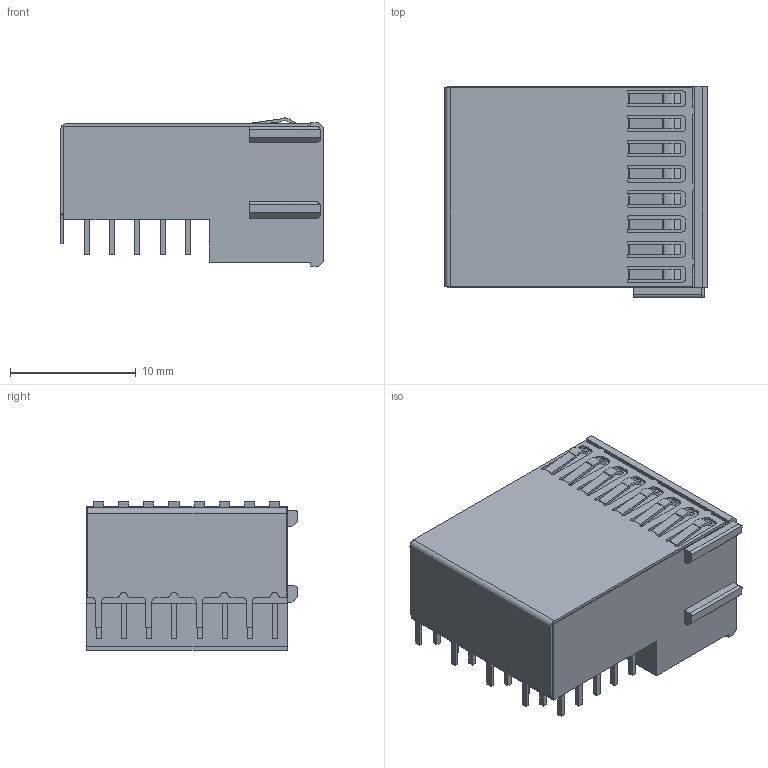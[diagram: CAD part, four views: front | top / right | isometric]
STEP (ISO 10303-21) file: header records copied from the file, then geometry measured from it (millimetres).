
FILE_DESCRIPTION((''),'2;1');
FILE_NAME('ERNI_214443.stp','2012-04-18T10:13:23',(''),(''),'Mechanical Desktop 2011','Mechanical Desktop 2011',', , ');
FILE_SCHEMA(('AUTOMOTIVE_DESIGN { 1 2 10303 214 1 1 1 1 }'));
Length unit declared in the file: millimetre
Products named in the file (1): Product
Bounding box: 20.91 x 16.8 x 11.79 mm (x, y, z)
Volume: 3042.6 mm3; surface area: 2526.7 mm2
Topology: 44 solids, 44 shells, 794 faces, 1982 edges, 1316 vertices
Faces by surface type: plane 599, cylinder 135, bspline 60
Entity records: 23832 total; most frequent: CARTESIAN_POINT 4693, ORIENTED_EDGE 3964, DIRECTION 3710, EDGE_CURVE 1982, VECTOR 1700, LINE 1700, VERTEX_POINT 1316, AXIS2_PLACEMENT_3D 1005
